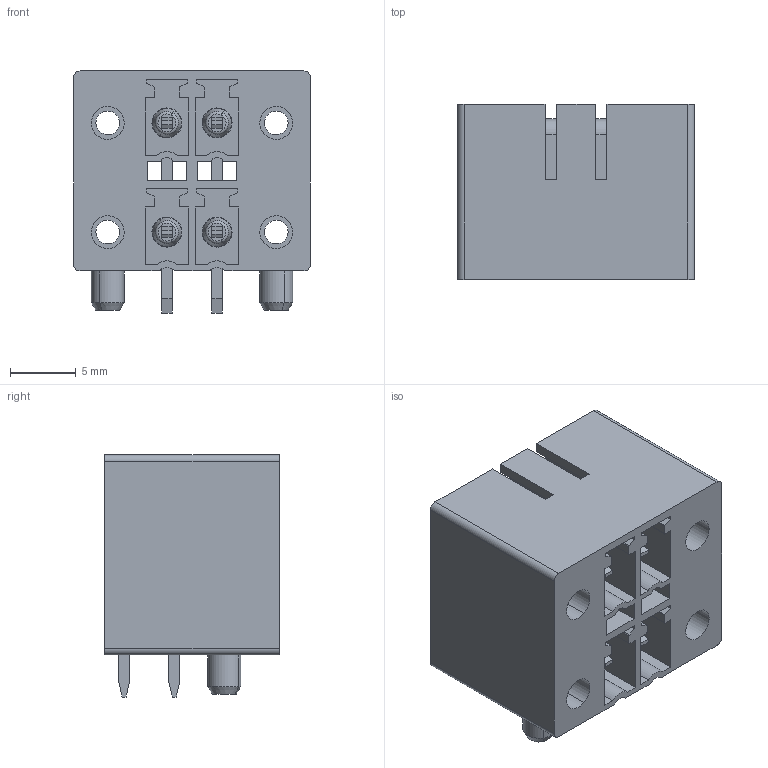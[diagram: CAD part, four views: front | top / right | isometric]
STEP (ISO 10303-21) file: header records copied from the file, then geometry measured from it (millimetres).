
FILE_DESCRIPTION(('CATIA V5 STEP Exchange','CAx-IF Rec.Pracs.--- Model Styling and Organization---1.2---2011-12-15'),'2;1');
FILE_NAME ('D1447531_0', '2018-10-01T04:46:40+00:00', ('none'), ('Weidmueller'), 'CATIA Version 5-6 Release 2014', 'CATIA V5 STEP AP214', 'none');
FILE_SCHEMA(('AUTOMOTIVE_DESIGN { 1 0 10303 214 1 1 1 1 }'));
Length unit declared in the file: millimetre
Products named in the file (1): 1040960000
Bounding box: 18.01 x 13.3 x 18.4 mm (x, y, z)
Volume: 2460.9 mm3; surface area: 3143.3 mm2
Topology: 7 solids, 7 shells, 320 faces, 890 edges, 594 vertices
Faces by surface type: plane 238, cylinder 54, torus 16, cone 12
Entity records: 9313 total; most frequent: ORIENTED_EDGE 1780, CARTESIAN_POINT 1677, DIRECTION 1204, EDGE_CURVE 890, VECTOR 730, LINE 730, VERTEX_POINT 594, EDGE_LOOP 350
